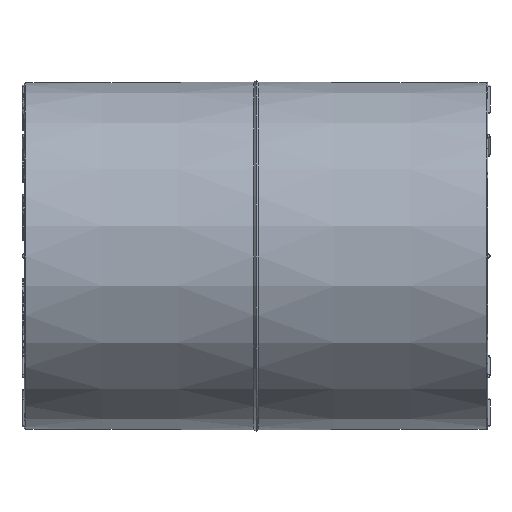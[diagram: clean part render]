
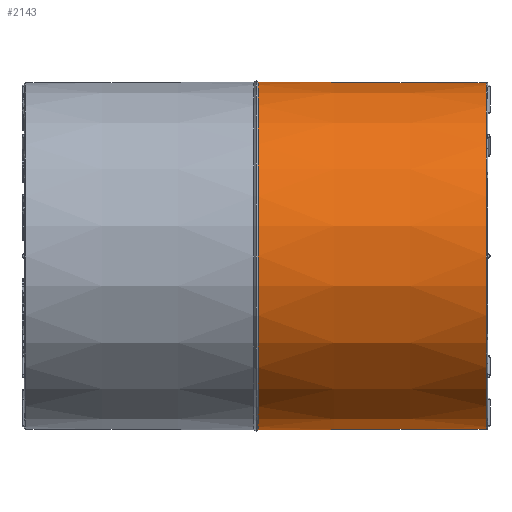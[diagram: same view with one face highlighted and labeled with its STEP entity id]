
A CAD part, left-side view. The second image highlights one B-rep face of the part: STEP entity #2143.
In plain terms, the highlighted conical face has half-angle 0.108 degrees and reference radius 20.05 mm.
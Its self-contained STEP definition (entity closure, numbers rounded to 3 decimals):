
#108=CONICAL_SURFACE('',#20037,20.05,0.108);
#149=FACE_BOUND('',#5332,.T.);
#150=FACE_BOUND('',#5333,.T.);
#2143=ADVANCED_FACE('',(#149,#150),#108,.T.);
#5332=EDGE_LOOP('',(#9321));
#5333=EDGE_LOOP('',(#9322));
#9321=ORIENTED_EDGE('',*,*,#17550,.F.);
#9322=ORIENTED_EDGE('',*,*,#17548,.T.);
#15467=VERTEX_POINT('',#29593);
#15469=VERTEX_POINT('',#29598);
#17548=EDGE_CURVE('',#15467,#15467,#19866,.T.);
#17550=EDGE_CURVE('',#15469,#15469,#19868,.T.);
#19866=CIRCLE('',#20033,20.05);
#19868=CIRCLE('',#20036,20.);
#20033=AXIS2_PLACEMENT_3D('',#29592,#21411,#21412);
#20036=AXIS2_PLACEMENT_3D('',#29597,#21417,#21418);
#20037=AXIS2_PLACEMENT_3D('',#29599,#21419,#21420);
#21411=DIRECTION('',(0.,-1.,0.));
#21412=DIRECTION('',(0.,0.,-1.));
#21417=DIRECTION('',(0.,-1.,0.));
#21418=DIRECTION('',(0.,0.,-1.));
#21419=DIRECTION('',(0.,1.,0.));
#21420=DIRECTION('',(0.,0.,1.));
#29592=CARTESIAN_POINT('',(9448.273,2612.528,0.));
#29593=CARTESIAN_POINT('',(9448.273,2612.528,-20.05));
#29597=CARTESIAN_POINT('',(9448.273,2586.228,0.));
#29598=CARTESIAN_POINT('',(9448.273,2586.228,-20.));
#29599=CARTESIAN_POINT('',(9448.273,2612.528,0.));
